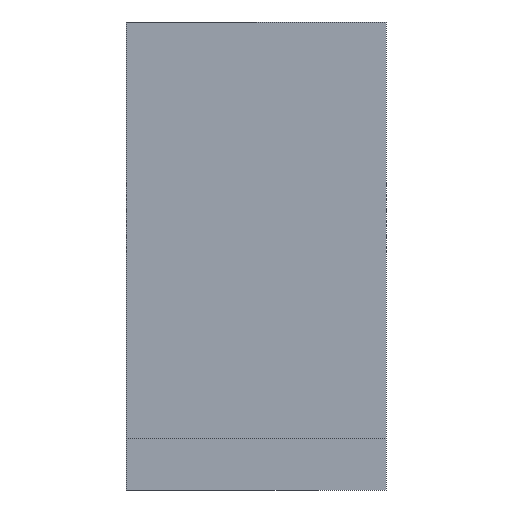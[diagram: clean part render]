
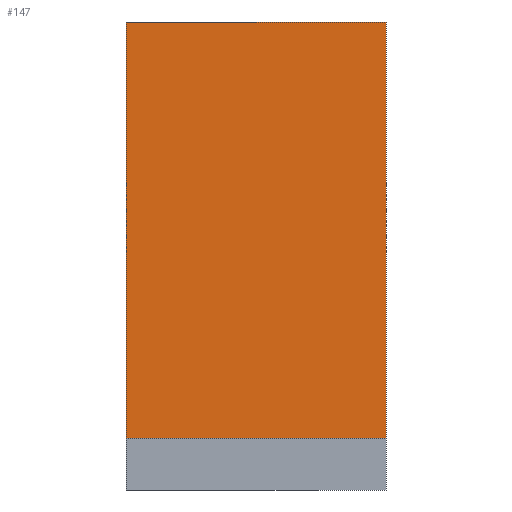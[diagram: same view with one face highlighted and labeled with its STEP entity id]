
A CAD part, left-side view. The second image highlights one B-rep face of the part: STEP entity #147.
In plain terms, the highlighted planar face has unit normal (-1, 0, 0).
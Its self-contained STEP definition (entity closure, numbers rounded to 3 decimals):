
#147=ADVANCED_FACE('',(#299),#301,.T.);
#299=FACE_BOUND('',#300,.T.);
#300=EDGE_LOOP('',(#412,#413,#414,#415));
#301=PLANE('',#302);
#302=AXIS2_PLACEMENT_3D('',#303,#304,#305);
#303=CARTESIAN_POINT('',(-3.,0.,-14.));
#304=DIRECTION('',(-1.,0.,0.));
#305=DIRECTION('',(0.,0.,1.));
#412=ORIENTED_EDGE('',*,*,#465,.T.);
#413=ORIENTED_EDGE('',*,*,#482,.T.);
#414=ORIENTED_EDGE('',*,*,#474,.F.);
#415=ORIENTED_EDGE('',*,*,#451,.F.);
#451=EDGE_CURVE('',#507,#509,#510,.T.);
#465=EDGE_CURVE('',#507,#533,#535,.T.);
#474=EDGE_CURVE('',#509,#548,#549,.T.);
#482=EDGE_CURVE('',#533,#548,#560,.T.);
#507=VERTEX_POINT('',#607);
#509=VERTEX_POINT('',#611);
#510=LINE('',#612,#613);
#533=VERTEX_POINT('',#663);
#535=LINE('',#667,#668);
#548=VERTEX_POINT('',#698);
#549=LINE('',#699,#700);
#560=LINE('',#726,#727);
#607=CARTESIAN_POINT('',(-3.,0.,-14.));
#611=CARTESIAN_POINT('',(-3.,10.,-14.));
#612=CARTESIAN_POINT('',(-3.,0.,-14.));
#613=VECTOR('',#614,1.);
#614=DIRECTION('',(0.,1.,0.));
#663=CARTESIAN_POINT('',(-3.,0.,2.));
#667=CARTESIAN_POINT('',(-3.,0.,-14.));
#668=VECTOR('',#669,1.);
#669=DIRECTION('',(0.,0.,1.));
#698=CARTESIAN_POINT('',(-3.,10.,2.));
#699=CARTESIAN_POINT('',(-3.,10.,-14.));
#700=VECTOR('',#701,1.);
#701=DIRECTION('',(0.,0.,1.));
#726=CARTESIAN_POINT('',(-3.,0.,2.));
#727=VECTOR('',#728,1.);
#728=DIRECTION('',(0.,1.,0.));
